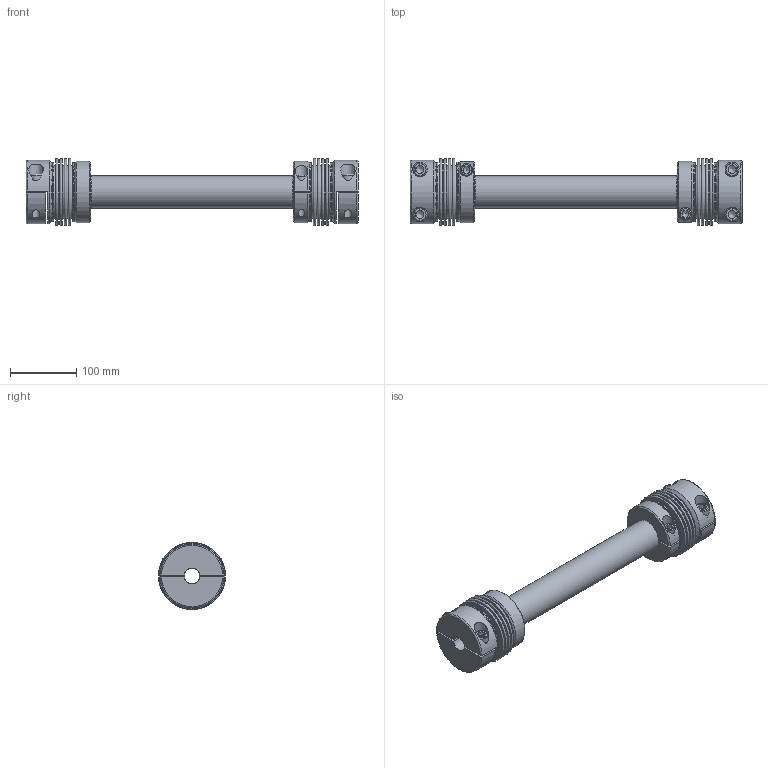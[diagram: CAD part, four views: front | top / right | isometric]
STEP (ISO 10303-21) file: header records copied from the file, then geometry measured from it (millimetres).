
FILE_DESCRIPTION( ( 'Unknown' ), '1' );
FILE_NAME( 'WD-VA 350 - L=0,5m.stp', 'Unknown', ( 'Unknown' ), ( 'Unknown' ), 'PSStep 10.1', 'Unknown', ' ' );
FILE_SCHEMA( ( 'AUTOMOTIVE_DESIGN { 1 0 10303 214 1 1 1 1 }' ) );
Length unit declared in the file: millimetre
Products named in the file (1): WD-VA 350
Bounding box: 500 x 101 x 101 mm (x, y, z)
Volume: 927822.7 mm3; surface area: 378838.7 mm2
Topology: 1 solids, 1 shells, 316 faces, 713 edges, 459 vertices
Faces by surface type: plane 164, cylinder 60, torus 56, cone 36
Full cylindrical faces by diameter (mm): 10.2 x2, 11.5 x4, 11.835 x4, 12 x2, 12.5 x2, 14 x4, 15 x4, 18 x2, 19 x2, 21 x4, 22 x4, 41.9 x1, 48.05 x4, 48.3 x1, 87.8 x4, 89 x4, 96 x2
Entity records: 11502 total; most frequent: CARTESIAN_POINT 2557, DIRECTION 1408, ORIENTED_EDGE 1060, AXIS2_PLACEMENT_3D 595, EDGE_CURVE 530, EDGE_LOOP 508, FACE_OUTER_BOUND 410, VERTEX_POINT 408
